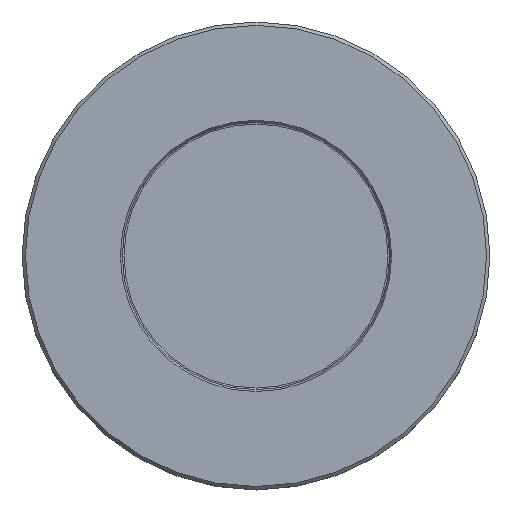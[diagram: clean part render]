
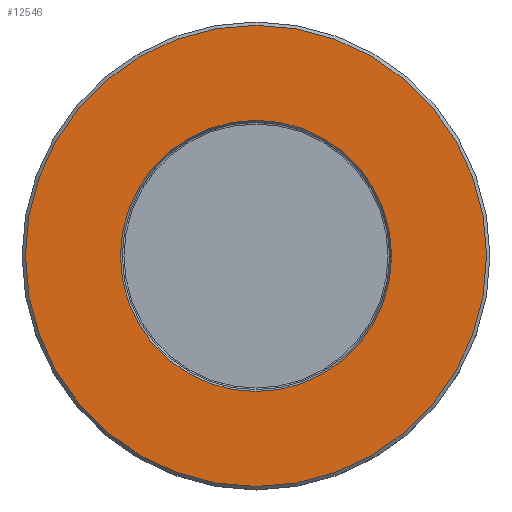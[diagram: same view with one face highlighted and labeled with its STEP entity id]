
A CAD part, top view. The second image highlights one B-rep face of the part: STEP entity #12546.
In plain terms, the highlighted planar face has unit normal (0, 0, 1).
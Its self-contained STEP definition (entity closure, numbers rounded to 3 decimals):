
#224=CARTESIAN_POINT('',(0.,0.,81.5));
#225=DIRECTION('',(0.,0.,-1.));
#226=DIRECTION('',(-0.5,0.866,0.));
#227=AXIS2_PLACEMENT_3D('',#224,#225,#226);
#232=CARTESIAN_POINT('',(0.,0.,81.5));
#233=DIRECTION('',(0.,0.,1.));
#234=DIRECTION('',(-0.5,0.866,0.));
#235=AXIS2_PLACEMENT_3D('',#232,#233,#234);
#240=CARTESIAN_POINT('',(0.,0.,81.5));
#241=DIRECTION('',(0.,0.,1.));
#242=DIRECTION('',(-0.5,0.866,0.));
#243=AXIS2_PLACEMENT_3D('',#240,#241,#242);
#262=CARTESIAN_POINT('',(0.,0.,81.5));
#263=DIRECTION('',(0.,0.,-1.));
#264=DIRECTION('',(-0.5,0.866,0.));
#265=AXIS2_PLACEMENT_3D('',#262,#263,#264);
#12247=CARTESIAN_POINT('',(-20.289,35.141,81.5));
#12248=VERTEX_POINT('',#12247);
#12249=CARTESIAN_POINT('',(-34.5,59.756,81.5));
#12251=VERTEX_POINT('',#12249);
#12305=CARTESIAN_POINT('',(20.289,-35.141,81.5));
#12306=VERTEX_POINT('',#12305);
#12307=CARTESIAN_POINT('',(34.5,-59.756,81.5));
#12309=VERTEX_POINT('',#12307);
#12531=CARTESIAN_POINT('',(0.,0.,81.5));
#12532=DIRECTION('',(0.,0.,1.));
#12533=DIRECTION('',(0.5,-0.866,0.));
#12534=AXIS2_PLACEMENT_3D('',#12531,#12532,#12533);
#12535=PLANE('',#12534);
#12537=ORIENTED_EDGE('',*,*,#12536,.F.);
#12539=ORIENTED_EDGE('',*,*,#12538,.T.);
#12540=EDGE_LOOP('',(#12537,#12539));
#12541=FACE_OUTER_BOUND('',#12540,.F.);
#12542=ORIENTED_EDGE('',*,*,#12510,.F.);
#12543=ORIENTED_EDGE('',*,*,#12526,.T.);
#12544=EDGE_LOOP('',(#12542,#12543));
#12545=FACE_BOUND('',#12544,.F.);
#12546=ADVANCED_FACE('',(#12541,#12545),#12535,.T.);
#228=CIRCLE('',#227,40.577);
#236=CIRCLE('',#235,40.577);
#244=CIRCLE('',#243,69.);
#266=CIRCLE('',#265,69.);
#12510=EDGE_CURVE('',#12248,#12306,#228,.T.);
#12526=EDGE_CURVE('',#12248,#12306,#236,.T.);
#12536=EDGE_CURVE('',#12251,#12309,#244,.T.);
#12538=EDGE_CURVE('',#12251,#12309,#266,.T.);
